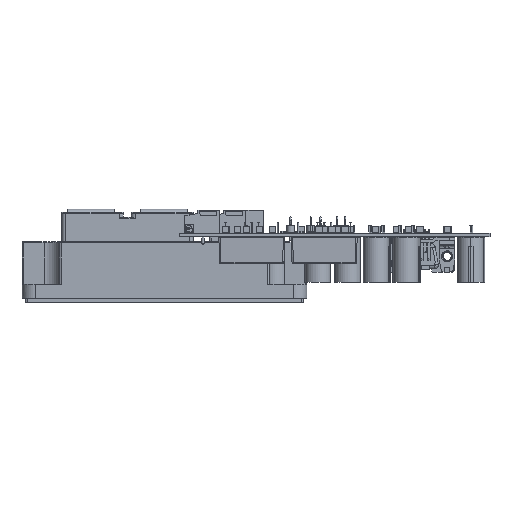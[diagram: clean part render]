
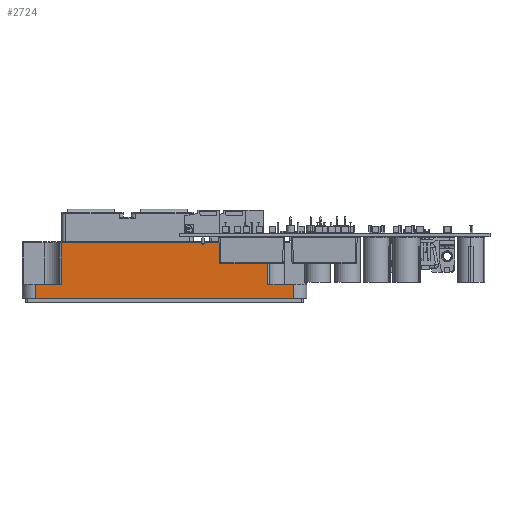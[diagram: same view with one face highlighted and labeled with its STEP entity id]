
A CAD part, left-side view. The second image highlights one B-rep face of the part: STEP entity #2724.
In plain terms, the highlighted face is planar.
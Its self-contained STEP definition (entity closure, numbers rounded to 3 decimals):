
#1816 = VERTEX_POINT('',#1817);
#1817 = CARTESIAN_POINT('',(103.632,78.74,1.676));
#1824 = EDGE_CURVE('',#1816,#1825,#1827,.T.);
#1825 = VERTEX_POINT('',#1826);
#1826 = CARTESIAN_POINT('',(103.632,78.74,7.112));
#1827 = LINE('',#1828,#1829);
#1828 = CARTESIAN_POINT('',(103.632,78.74,1.676));
#1829 = VECTOR('',#1830,1.);
#1830 = DIRECTION('',(0.,0.,1.));
#1920 = VERTEX_POINT('',#1921);
#1921 = CARTESIAN_POINT('',(3.81,78.74,1.676));
#1939 = VERTEX_POINT('',#1940);
#1940 = CARTESIAN_POINT('',(3.81,78.74,7.112));
#1947 = EDGE_CURVE('',#1939,#1920,#1948,.T.);
#1948 = LINE('',#1949,#1950);
#1949 = CARTESIAN_POINT('',(3.81,78.74,1.676));
#1950 = VECTOR('',#1951,1.);
#1951 = DIRECTION('',(0.,0.,-1.));
#2724 = ADVANCED_FACE('',(#2725),#2773,.T.);
#2725 = FACE_BOUND('',#2726,.T.);
#2726 = EDGE_LOOP('',(#2727,#2728,#2736,#2744,#2752,#2760,#2766,#2767));
#2727 = ORIENTED_EDGE('',*,*,#1947,.F.);
#2728 = ORIENTED_EDGE('',*,*,#2729,.T.);
#2729 = EDGE_CURVE('',#1939,#2730,#2732,.T.);
#2730 = VERTEX_POINT('',#2731);
#2731 = CARTESIAN_POINT('',(13.792,78.74,7.112));
#2732 = LINE('',#2733,#2734);
#2733 = CARTESIAN_POINT('',(57.977,78.74,7.112));
#2734 = VECTOR('',#2735,1.);
#2735 = DIRECTION('',(1.,0.,0.));
#2736 = ORIENTED_EDGE('',*,*,#2737,.F.);
#2737 = EDGE_CURVE('',#2738,#2730,#2740,.T.);
#2738 = VERTEX_POINT('',#2739);
#2739 = CARTESIAN_POINT('',(13.792,78.74,23.114));
#2740 = LINE('',#2741,#2742);
#2741 = CARTESIAN_POINT('',(13.792,78.74,12.649));
#2742 = VECTOR('',#2743,1.);
#2743 = DIRECTION('',(0.,0.,-1.));
#2744 = ORIENTED_EDGE('',*,*,#2745,.F.);
#2745 = EDGE_CURVE('',#2746,#2738,#2748,.T.);
#2746 = VERTEX_POINT('',#2747);
#2747 = CARTESIAN_POINT('',(93.65,78.74,23.114));
#2748 = LINE('',#2749,#2750);
#2749 = CARTESIAN_POINT('',(81.217,78.74,23.114));
#2750 = VECTOR('',#2751,1.);
#2751 = DIRECTION('',(-1.,0.,0.));
#2752 = ORIENTED_EDGE('',*,*,#2753,.F.);
#2753 = EDGE_CURVE('',#2754,#2746,#2756,.T.);
#2754 = VERTEX_POINT('',#2755);
#2755 = CARTESIAN_POINT('',(93.65,78.74,7.112));
#2756 = LINE('',#2757,#2758);
#2757 = CARTESIAN_POINT('',(93.65,78.74,12.649));
#2758 = VECTOR('',#2759,1.);
#2759 = DIRECTION('',(0.,0.,1.));
#2760 = ORIENTED_EDGE('',*,*,#2761,.T.);
#2761 = EDGE_CURVE('',#2754,#1825,#2762,.T.);
#2762 = LINE('',#2763,#2764);
#2763 = CARTESIAN_POINT('',(104.457,78.74,7.112));
#2764 = VECTOR('',#2765,1.);
#2765 = DIRECTION('',(1.,0.,0.));
#2766 = ORIENTED_EDGE('',*,*,#1824,.F.);
#2767 = ORIENTED_EDGE('',*,*,#2768,.T.);
#2768 = EDGE_CURVE('',#1816,#1920,#2769,.T.);
#2769 = LINE('',#2770,#2771);
#2770 = CARTESIAN_POINT('',(108.712,78.74,1.676));
#2771 = VECTOR('',#2772,1.);
#2772 = DIRECTION('',(-1.,0.,0.));
#2773 = PLANE('',#2774);
#2774 = AXIS2_PLACEMENT_3D('',#2775,#2776,#2777);
#2775 = CARTESIAN_POINT('',(108.712,78.74,1.676));
#2776 = DIRECTION('',(0.,1.,0.));
#2777 = DIRECTION('',(-1.,0.,0.));
